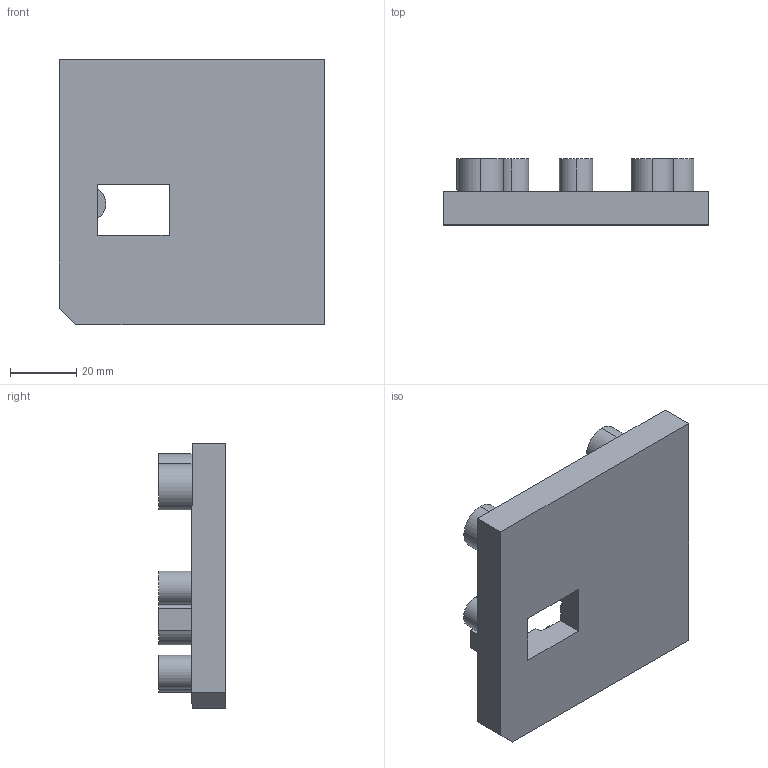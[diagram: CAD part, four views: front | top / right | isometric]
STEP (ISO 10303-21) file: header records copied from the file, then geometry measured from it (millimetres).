
FILE_DESCRIPTION (( 'STEP AP214' ), '1' );
FILE_NAME ('File1_MajorChange.STEP', '2025-04-14T06:11:56', ( '' ), ( '' ), 'SwSTEP 2.0', 'SolidWorks 2022', '' );
FILE_SCHEMA (( 'AUTOMOTIVE_DESIGN' ));
Length unit declared in the file: millimetre
Products named in the file (1): File1_MajorChange
Bounding box: 80 x 20 x 80 mm (x, y, z)
Volume: 65050.6 mm3; surface area: 18851.3 mm2
Topology: 1 solids, 1 shells, 758 faces, 1734 edges, 974 vertices
Faces by surface type: bspline 472, cylinder 112, cone 87, plane 87
Entity records: 33727 total; most frequent: CARTESIAN_POINT 19723, ORIENTED_EDGE 3440, DIRECTION 2230, EDGE_CURVE 1720, VERTEX_POINT 974, AXIS2_PLACEMENT_3D 925, EDGE_LOOP 770, ADVANCED_FACE 758
